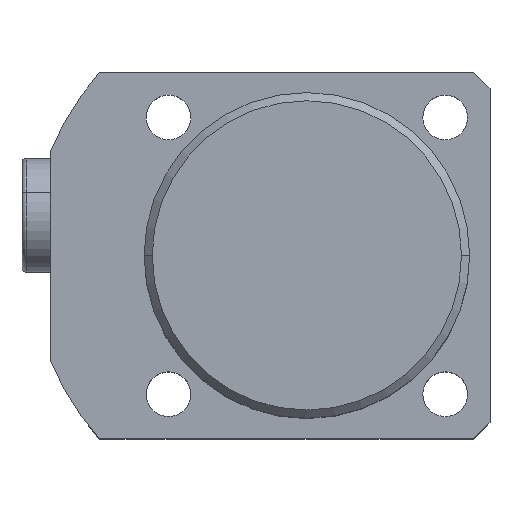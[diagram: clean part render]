
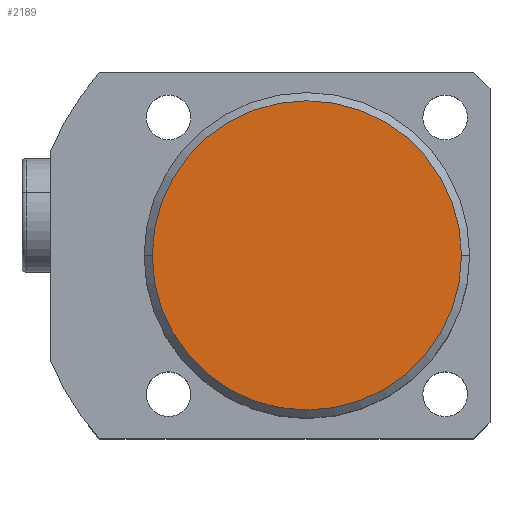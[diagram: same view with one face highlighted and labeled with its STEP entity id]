
A CAD part, top view. The second image highlights one B-rep face of the part: STEP entity #2189.
In plain terms, the highlighted planar face has unit normal (0, 0, 1).
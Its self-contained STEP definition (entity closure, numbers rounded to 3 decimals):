
#148 = AXIS2_PLACEMENT_3D ( 'NONE', #3266, #3248, #3246 ) ;
#262 = AXIS2_PLACEMENT_3D ( 'NONE', #2807, #2806, #2805 ) ;
#362 = EDGE_LOOP ( 'NONE', ( #1265, #1263 ) ) ;
#509 = DIRECTION ( 'NONE',  ( 0., 0., 1. ) ) ;
#511 = DIRECTION ( 'NONE',  ( 1., 0., 0. ) ) ;
#517 = CARTESIAN_POINT ( 'NONE',  ( 0., 0., 56. ) ) ;
#686 = AXIS2_PLACEMENT_3D ( 'NONE', #517, #509, #511 ) ;
#719 = EDGE_CURVE ( 'NONE', #1453, #1407, #976, .T. ) ;
#838 = EDGE_CURVE ( 'NONE', #1407, #1453, #1995, .T. ) ;
#976 = CIRCLE ( 'NONE', #686, 19. ) ;
#1263 = ORIENTED_EDGE ( 'NONE', *, *, #719, .T. ) ;
#1265 = ORIENTED_EDGE ( 'NONE', *, *, #838, .T. ) ;
#1407 = VERTEX_POINT ( 'NONE', #2544 ) ;
#1453 = VERTEX_POINT ( 'NONE', #2498 ) ;
#1995 = CIRCLE ( 'NONE', #262, 19. ) ;
#2083 = FACE_OUTER_BOUND ( 'NONE', #362, .T. ) ;
#2189 = ADVANCED_FACE ( 'NONE', ( #2083 ), #3301, .T. ) ;
#2498 = CARTESIAN_POINT ( 'NONE',  ( 19., 0., 56. ) ) ;
#2544 = CARTESIAN_POINT ( 'NONE',  ( -19., 0., 56. ) ) ;
#2805 = DIRECTION ( 'NONE',  ( 1., 0., 0. ) ) ;
#2806 = DIRECTION ( 'NONE',  ( 0., 0., 1. ) ) ;
#2807 = CARTESIAN_POINT ( 'NONE',  ( 0., 0., 56. ) ) ;
#3246 = DIRECTION ( 'NONE',  ( 1., 0., 0. ) ) ;
#3248 = DIRECTION ( 'NONE',  ( 0., 0., 1. ) ) ;
#3266 = CARTESIAN_POINT ( 'NONE',  ( 0., 0., 56. ) ) ;
#3301 = PLANE ( 'NONE',  #148 ) ;
